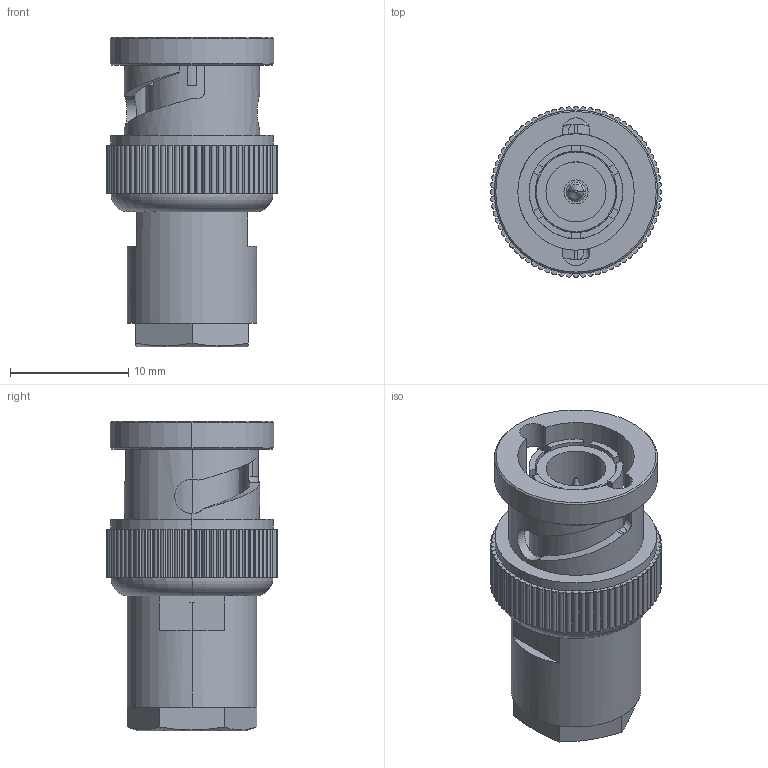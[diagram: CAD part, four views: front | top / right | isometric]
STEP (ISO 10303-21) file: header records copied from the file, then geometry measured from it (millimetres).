
FILE_DESCRIPTION (( 'STEP AP214' ), '1' );
FILE_NAME ('BAC10A.STEP', '2018-05-30T14:43:11', ( '' ), ( '' ), 'SwSTEP 2.0', 'SolidWorks 2017', '' );
FILE_SCHEMA (( 'AUTOMOTIVE_DESIGN' ));
Length unit declared in the file: inch
Products named in the file (7): BAC10A-MA5; BAC10A-MA1; BAC10A-MA4; BAC10A_with flange; BAC10A-MA3; BAC10A; BAC10A-MA2
Assembly tree (6 placements, depth 2):
  BAC10A
    BAC10A_with flange
    BAC10A-MA1
    BAC10A-MA3
    BAC10A-MA4
    BAC10A-MA5
    BAC10A-MA2
Bounding box: 14.48 x 14.48 x 26.2 mm (x, y, z)
Volume: 1960.1 mm3; surface area: 3530.1 mm2
Topology: 6 solids, 6 shells, 432 faces, 1173 edges, 766 vertices
Faces by surface type: plane 215, cylinder 169, cone 38, bspline 8, torus 2
Entity records: 14562 total; most frequent: CARTESIAN_POINT 2984, DIRECTION 2371, ORIENTED_EDGE 2346, EDGE_CURVE 1173, AXIS2_PLACEMENT_3D 827, VERTEX_POINT 766, VECTOR 717, LINE 717
